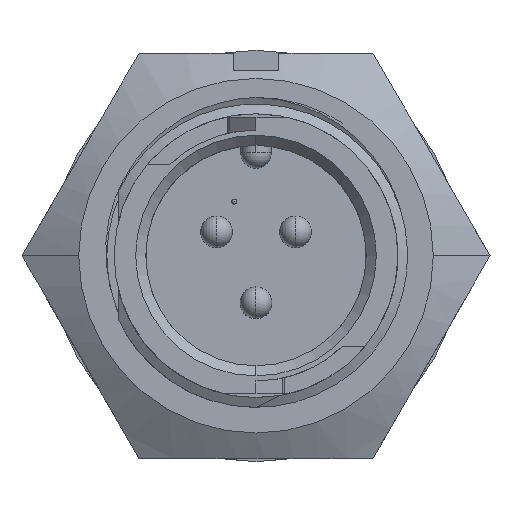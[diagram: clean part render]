
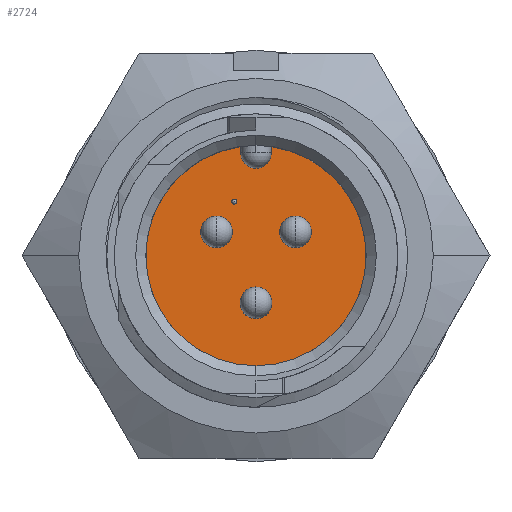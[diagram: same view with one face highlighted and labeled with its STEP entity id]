
A CAD part, top view. The second image highlights one B-rep face of the part: STEP entity #2724.
In plain terms, the highlighted planar face has unit normal (0, 0, 1).
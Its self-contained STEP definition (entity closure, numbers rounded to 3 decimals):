
#134 = DIRECTION ( 'NONE',  ( 0., 0., 1. ) ) ;
#165 = DIRECTION ( 'NONE',  ( 0., 0., 1. ) ) ;
#298 = AXIS2_PLACEMENT_3D ( 'NONE', #9749, #10615, #1818 ) ;
#341 = FACE_BOUND ( 'NONE', #6558, .T. ) ;
#372 = VERTEX_POINT ( 'NONE', #5570 ) ;
#433 = CARTESIAN_POINT ( 'NONE',  ( -1.981, 1.194, -8.382 ) ) ;
#442 = VERTEX_POINT ( 'NONE', #1171 ) ;
#454 = VERTEX_POINT ( 'NONE', #10242 ) ;
#523 = CARTESIAN_POINT ( 'NONE',  ( -0.762, 5.472, -8.382 ) ) ;
#626 = CARTESIAN_POINT ( 'NONE',  ( -0.762, 5.472, -8.382 ) ) ;
#672 = EDGE_CURVE ( 'NONE', #2942, #454, #2945, .T. ) ;
#946 = VERTEX_POINT ( 'NONE', #10207 ) ;
#1037 = EDGE_CURVE ( 'NONE', #9686, #3851, #3921, .T. ) ;
#1078 = CARTESIAN_POINT ( 'NONE',  ( 0., 0., -8.382 ) ) ;
#1171 = CARTESIAN_POINT ( 'NONE',  ( -1.092, 2.591, -8.382 ) ) ;
#1236 = CIRCLE ( 'NONE', #6585, 0.794 ) ;
#1421 = CIRCLE ( 'NONE', #7873, 0.794 ) ;
#1600 = ORIENTED_EDGE ( 'NONE', *, *, #8523, .F. ) ;
#1629 = VECTOR ( 'NONE', #2159, 1000. ) ;
#1818 = DIRECTION ( 'NONE',  ( 1., 0., 0. ) ) ;
#2060 = PLANE ( 'NONE',  #6232 ) ;
#2100 = EDGE_CURVE ( 'NONE', #7500, #7111, #5270, .T. ) ;
#2126 = CARTESIAN_POINT ( 'NONE',  ( -0.794, -2.362, -8.382 ) ) ;
#2159 = DIRECTION ( 'NONE',  ( 0., 1., 0. ) ) ;
#2248 = VECTOR ( 'NONE', #4057, 1000. ) ;
#2288 = DIRECTION ( 'NONE',  ( 0., 0., -1. ) ) ;
#2336 = EDGE_CURVE ( 'NONE', #372, #3342, #8238, .T. ) ;
#2692 = EDGE_LOOP ( 'NONE', ( #3985, #7016, #4933, #8154, #11244 ) ) ;
#2714 = AXIS2_PLACEMENT_3D ( 'NONE', #9765, #6281, #5599 ) ;
#2724 = ADVANCED_FACE ( 'NONE', ( #8366, #9178, #341, #4892, #4039 ), #2060, .F. ) ;
#2771 = VERTEX_POINT ( 'NONE', #5818 ) ;
#2942 = VERTEX_POINT ( 'NONE', #626 ) ;
#2945 = LINE ( 'NONE', #523, #2248 ) ;
#3054 = DIRECTION ( 'NONE',  ( 0., 1., 0. ) ) ;
#3342 = VERTEX_POINT ( 'NONE', #10694 ) ;
#3349 = DIRECTION ( 'NONE',  ( 0., -1., 0. ) ) ;
#3360 = AXIS2_PLACEMENT_3D ( 'NONE', #1078, #165, #5350 ) ;
#3515 = DIRECTION ( 'NONE',  ( 0., 0., 1. ) ) ;
#3683 = DIRECTION ( 'NONE',  ( 0., 0., 1. ) ) ;
#3765 = ORIENTED_EDGE ( 'NONE', *, *, #4089, .F. ) ;
#3851 = VERTEX_POINT ( 'NONE', #5461 ) ;
#3858 = DIRECTION ( 'NONE',  ( 0., 0., 1. ) ) ;
#3860 = CARTESIAN_POINT ( 'NONE',  ( 0., 0., -8.382 ) ) ;
#3921 = CIRCLE ( 'NONE', #6862, 0.794 ) ;
#3985 = ORIENTED_EDGE ( 'NONE', *, *, #672, .F. ) ;
#4039 = FACE_BOUND ( 'NONE', #10231, .T. ) ;
#4057 = DIRECTION ( 'NONE',  ( 0., -1., 0. ) ) ;
#4089 = EDGE_CURVE ( 'NONE', #7111, #7500, #1421, .T. ) ;
#4094 = CARTESIAN_POINT ( 'NONE',  ( 1.187, 1.194, -8.382 ) ) ;
#4386 = CARTESIAN_POINT ( 'NONE',  ( 0., -2.362, -8.382 ) ) ;
#4402 = EDGE_LOOP ( 'NONE', ( #5759, #1600 ) ) ;
#4474 = CARTESIAN_POINT ( 'NONE',  ( 1.981, 1.194, -8.382 ) ) ;
#4534 = EDGE_CURVE ( 'NONE', #946, #8527, #10555, .T. ) ;
#4757 = ORIENTED_EDGE ( 'NONE', *, *, #7515, .F. ) ;
#4892 = FACE_BOUND ( 'NONE', #6177, .T. ) ;
#4933 = ORIENTED_EDGE ( 'NONE', *, *, #9131, .T. ) ;
#5270 = CIRCLE ( 'NONE', #298, 0.794 ) ;
#5350 = DIRECTION ( 'NONE',  ( 0., -1., 0. ) ) ;
#5455 = EDGE_CURVE ( 'NONE', #2771, #442, #9559, .T. ) ;
#5461 = CARTESIAN_POINT ( 'NONE',  ( 2.775, 1.194, -8.382 ) ) ;
#5570 = CARTESIAN_POINT ( 'NONE',  ( 0.762, 5.143, -8.382 ) ) ;
#5599 = DIRECTION ( 'NONE',  ( 0., 1., 0. ) ) ;
#5652 = DIRECTION ( 'NONE',  ( 1., 0., 0. ) ) ;
#5667 = ORIENTED_EDGE ( 'NONE', *, *, #1037, .F. ) ;
#5759 = ORIENTED_EDGE ( 'NONE', *, *, #5455, .F. ) ;
#5818 = CARTESIAN_POINT ( 'NONE',  ( -1.092, 2.845, -8.382 ) ) ;
#6113 = AXIS2_PLACEMENT_3D ( 'NONE', #11025, #3858, #5652 ) ;
#6130 = AXIS2_PLACEMENT_3D ( 'NONE', #9936, #3683, #7373 ) ;
#6177 = EDGE_LOOP ( 'NONE', ( #5667, #11360 ) ) ;
#6232 = AXIS2_PLACEMENT_3D ( 'NONE', #3860, #2288, #7376 ) ;
#6281 = DIRECTION ( 'NONE',  ( 0., 0., 1. ) ) ;
#6430 = AXIS2_PLACEMENT_3D ( 'NONE', #10305, #134, #6936 ) ;
#6558 = EDGE_LOOP ( 'NONE', ( #4757, #11307 ) ) ;
#6585 = AXIS2_PLACEMENT_3D ( 'NONE', #4386, #3515, #7795 ) ;
#6621 = CIRCLE ( 'NONE', #6430, 0.762 ) ;
#6687 = CIRCLE ( 'NONE', #6130, 0.794 ) ;
#6862 = AXIS2_PLACEMENT_3D ( 'NONE', #4474, #7013, #9799 ) ;
#6879 = EDGE_CURVE ( 'NONE', #454, #372, #6621, .T. ) ;
#6928 = CARTESIAN_POINT ( 'NONE',  ( 0., 0., -8.382 ) ) ;
#6936 = DIRECTION ( 'NONE',  ( 1., 0., 0. ) ) ;
#7013 = DIRECTION ( 'NONE',  ( 0., 0., 1. ) ) ;
#7016 = ORIENTED_EDGE ( 'NONE', *, *, #11213, .T. ) ;
#7111 = VERTEX_POINT ( 'NONE', #10064 ) ;
#7373 = DIRECTION ( 'NONE',  ( 1., 0., 0. ) ) ;
#7376 = DIRECTION ( 'NONE',  ( 0., 1., 0. ) ) ;
#7500 = VERTEX_POINT ( 'NONE', #7909 ) ;
#7515 = EDGE_CURVE ( 'NONE', #8527, #946, #1236, .T. ) ;
#7689 = DIRECTION ( 'NONE',  ( 0., 0., 1. ) ) ;
#7795 = DIRECTION ( 'NONE',  ( 1., 0., 0. ) ) ;
#7873 = AXIS2_PLACEMENT_3D ( 'NONE', #433, #10250, #11009 ) ;
#7909 = CARTESIAN_POINT ( 'NONE',  ( -2.775, 1.194, -8.382 ) ) ;
#7969 = AXIS2_PLACEMENT_3D ( 'NONE', #6928, #7689, #3349 ) ;
#8154 = ORIENTED_EDGE ( 'NONE', *, *, #2336, .F. ) ;
#8238 = LINE ( 'NONE', #10847, #1629 ) ;
#8352 = CIRCLE ( 'NONE', #3360, 5.524 ) ;
#8366 = FACE_OUTER_BOUND ( 'NONE', #2692, .T. ) ;
#8523 = EDGE_CURVE ( 'NONE', #442, #2771, #9017, .T. ) ;
#8527 = VERTEX_POINT ( 'NONE', #2126 ) ;
#9017 = CIRCLE ( 'NONE', #10846, 0.127 ) ;
#9025 = ORIENTED_EDGE ( 'NONE', *, *, #2100, .F. ) ;
#9055 = CARTESIAN_POINT ( 'NONE',  ( 0., -5.524, -8.382 ) ) ;
#9131 = EDGE_CURVE ( 'NONE', #10969, #3342, #11127, .T. ) ;
#9178 = FACE_BOUND ( 'NONE', #4402, .T. ) ;
#9506 = EDGE_CURVE ( 'NONE', #3851, #9686, #6687, .T. ) ;
#9559 = CIRCLE ( 'NONE', #2714, 0.127 ) ;
#9686 = VERTEX_POINT ( 'NONE', #4094 ) ;
#9749 = CARTESIAN_POINT ( 'NONE',  ( -1.981, 1.194, -8.382 ) ) ;
#9765 = CARTESIAN_POINT ( 'NONE',  ( -1.092, 2.718, -8.382 ) ) ;
#9799 = DIRECTION ( 'NONE',  ( 1., 0., 0. ) ) ;
#9936 = CARTESIAN_POINT ( 'NONE',  ( 1.981, 1.194, -8.382 ) ) ;
#9948 = CARTESIAN_POINT ( 'NONE',  ( -1.092, 2.718, -8.382 ) ) ;
#10064 = CARTESIAN_POINT ( 'NONE',  ( -1.187, 1.194, -8.382 ) ) ;
#10117 = DIRECTION ( 'NONE',  ( 0., 0., 1. ) ) ;
#10207 = CARTESIAN_POINT ( 'NONE',  ( 0.794, -2.362, -8.382 ) ) ;
#10231 = EDGE_LOOP ( 'NONE', ( #9025, #3765 ) ) ;
#10242 = CARTESIAN_POINT ( 'NONE',  ( -0.762, 5.143, -8.382 ) ) ;
#10250 = DIRECTION ( 'NONE',  ( 0., 0., 1. ) ) ;
#10305 = CARTESIAN_POINT ( 'NONE',  ( 0., 5.143, -8.382 ) ) ;
#10555 = CIRCLE ( 'NONE', #6113, 0.794 ) ;
#10615 = DIRECTION ( 'NONE',  ( 0., 0., 1. ) ) ;
#10694 = CARTESIAN_POINT ( 'NONE',  ( 0.762, 5.472, -8.382 ) ) ;
#10846 = AXIS2_PLACEMENT_3D ( 'NONE', #9948, #10117, #3054 ) ;
#10847 = CARTESIAN_POINT ( 'NONE',  ( 0.762, 5.143, -8.382 ) ) ;
#10969 = VERTEX_POINT ( 'NONE', #9055 ) ;
#11009 = DIRECTION ( 'NONE',  ( 1., 0., 0. ) ) ;
#11025 = CARTESIAN_POINT ( 'NONE',  ( 0., -2.362, -8.382 ) ) ;
#11127 = CIRCLE ( 'NONE', #7969, 5.524 ) ;
#11213 = EDGE_CURVE ( 'NONE', #2942, #10969, #8352, .T. ) ;
#11244 = ORIENTED_EDGE ( 'NONE', *, *, #6879, .F. ) ;
#11307 = ORIENTED_EDGE ( 'NONE', *, *, #4534, .F. ) ;
#11360 = ORIENTED_EDGE ( 'NONE', *, *, #9506, .F. ) ;
